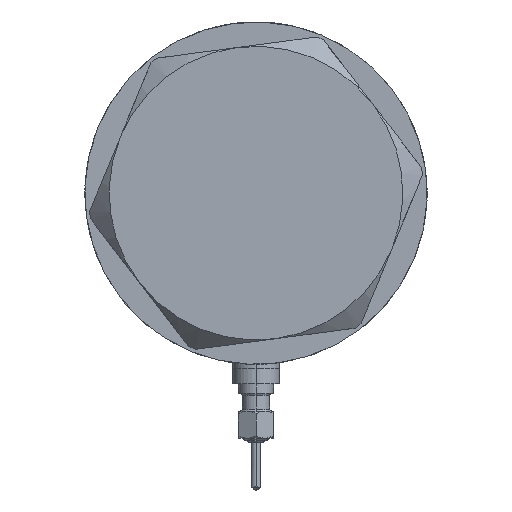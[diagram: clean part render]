
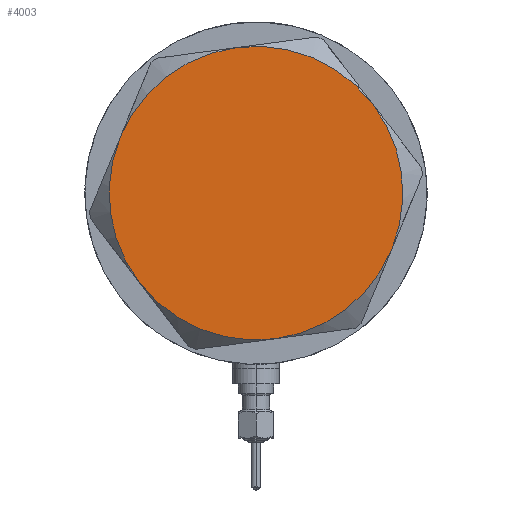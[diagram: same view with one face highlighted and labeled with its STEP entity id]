
A CAD part, left-side view. The second image highlights one B-rep face of the part: STEP entity #4003.
In plain terms, the highlighted face is planar.
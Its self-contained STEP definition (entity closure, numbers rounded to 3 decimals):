
#32 = DIRECTION ( 'NONE',  ( 0., 0., 1. ) ) ;
#203 = ORIENTED_EDGE ( 'NONE', *, *, #3294, .T. ) ;
#241 = FACE_OUTER_BOUND ( 'NONE', #2709, .T. ) ;
#448 = DIRECTION ( 'NONE',  ( 0., 0., 1. ) ) ;
#624 = VERTEX_POINT ( 'NONE', #3559 ) ;
#672 = AXIS2_PLACEMENT_3D ( 'NONE', #5642, #32, #5540 ) ;
#803 = ORIENTED_EDGE ( 'NONE', *, *, #2733, .T. ) ;
#924 = CARTESIAN_POINT ( 'NONE',  ( 0., 0., 13. ) ) ;
#968 = DIRECTION ( 'NONE',  ( 0., 0., 1. ) ) ;
#1199 = VERTEX_POINT ( 'NONE', #3767 ) ;
#1311 = AXIS2_PLACEMENT_3D ( 'NONE', #4340, #3913, #1818 ) ;
#1614 = CIRCLE ( 'NONE', #1311, 37.75 ) ;
#1818 = DIRECTION ( 'NONE',  ( 1., 0., 0. ) ) ;
#1822 = CIRCLE ( 'NONE', #672, 37.75 ) ;
#1857 = DIRECTION ( 'NONE',  ( 0., 0., 1. ) ) ;
#2044 = VERTEX_POINT ( 'NONE', #4346 ) ;
#2106 = CARTESIAN_POINT ( 'NONE',  ( 18.875, -32.692, 13. ) ) ;
#2392 = DIRECTION ( 'NONE',  ( 1., 0., 0. ) ) ;
#2428 = DIRECTION ( 'NONE',  ( 0., 0., 1. ) ) ;
#2470 = AXIS2_PLACEMENT_3D ( 'NONE', #2534, #968, #3069 ) ;
#2534 = CARTESIAN_POINT ( 'NONE',  ( 0., 0., 13. ) ) ;
#2655 = DIRECTION ( 'NONE',  ( 1., 0., 0. ) ) ;
#2709 = EDGE_LOOP ( 'NONE', ( #2966, #3578, #3513, #5186, #803, #203 ) ) ;
#2733 = EDGE_CURVE ( 'NONE', #624, #5090, #1822, .T. ) ;
#2785 = CARTESIAN_POINT ( 'NONE',  ( 0., 0., 13. ) ) ;
#2818 = VERTEX_POINT ( 'NONE', #2106 ) ;
#2883 = PLANE ( 'NONE',  #5980 ) ;
#2926 = CARTESIAN_POINT ( 'NONE',  ( 0., 0., 13. ) ) ;
#2951 = DIRECTION ( 'NONE',  ( 1., 0., 0. ) ) ;
#2966 = ORIENTED_EDGE ( 'NONE', *, *, #3745, .T. ) ;
#3069 = DIRECTION ( 'NONE',  ( 1., 0., 0. ) ) ;
#3294 = EDGE_CURVE ( 'NONE', #5090, #2818, #1614, .T. ) ;
#3454 = EDGE_CURVE ( 'NONE', #1199, #624, #5770, .T. ) ;
#3513 = ORIENTED_EDGE ( 'NONE', *, *, #4762, .T. ) ;
#3517 = DIRECTION ( 'NONE',  ( 0., 0., 1. ) ) ;
#3559 = CARTESIAN_POINT ( 'NONE',  ( -37.75, 0., 13. ) ) ;
#3578 = ORIENTED_EDGE ( 'NONE', *, *, #6344, .T. ) ;
#3736 = CIRCLE ( 'NONE', #5650, 37.75 ) ;
#3745 = EDGE_CURVE ( 'NONE', #2818, #2044, #4374, .T. ) ;
#3767 = CARTESIAN_POINT ( 'NONE',  ( -18.875, 32.692, 13. ) ) ;
#3913 = DIRECTION ( 'NONE',  ( 0., 0., 1. ) ) ;
#4003 = ADVANCED_FACE ( 'NONE', ( #241 ), #2883, .T. ) ;
#4340 = CARTESIAN_POINT ( 'NONE',  ( 0., 0., 13. ) ) ;
#4346 = CARTESIAN_POINT ( 'NONE',  ( 37.75, 0., 13. ) ) ;
#4374 = CIRCLE ( 'NONE', #4691, 37.75 ) ;
#4674 = VERTEX_POINT ( 'NONE', #5900 ) ;
#4691 = AXIS2_PLACEMENT_3D ( 'NONE', #5421, #2428, #2951 ) ;
#4762 = EDGE_CURVE ( 'NONE', #4674, #1199, #3736, .T. ) ;
#4950 = DIRECTION ( 'NONE',  ( 1., 0., 0. ) ) ;
#5028 = AXIS2_PLACEMENT_3D ( 'NONE', #2926, #3517, #4950 ) ;
#5046 = CARTESIAN_POINT ( 'NONE',  ( -18.875, -32.692, 13. ) ) ;
#5090 = VERTEX_POINT ( 'NONE', #5046 ) ;
#5186 = ORIENTED_EDGE ( 'NONE', *, *, #3454, .T. ) ;
#5421 = CARTESIAN_POINT ( 'NONE',  ( 0., 0., 13. ) ) ;
#5540 = DIRECTION ( 'NONE',  ( 1., 0., 0. ) ) ;
#5642 = CARTESIAN_POINT ( 'NONE',  ( 0., 0., 13. ) ) ;
#5650 = AXIS2_PLACEMENT_3D ( 'NONE', #924, #448, #2655 ) ;
#5770 = CIRCLE ( 'NONE', #2470, 37.75 ) ;
#5900 = CARTESIAN_POINT ( 'NONE',  ( 18.875, 32.692, 13. ) ) ;
#5980 = AXIS2_PLACEMENT_3D ( 'NONE', #2785, #1857, #2392 ) ;
#6198 = CIRCLE ( 'NONE', #5028, 37.75 ) ;
#6344 = EDGE_CURVE ( 'NONE', #2044, #4674, #6198, .T. ) ;
